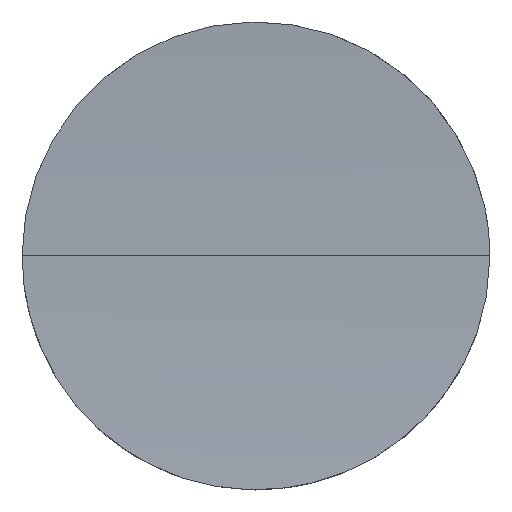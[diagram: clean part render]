
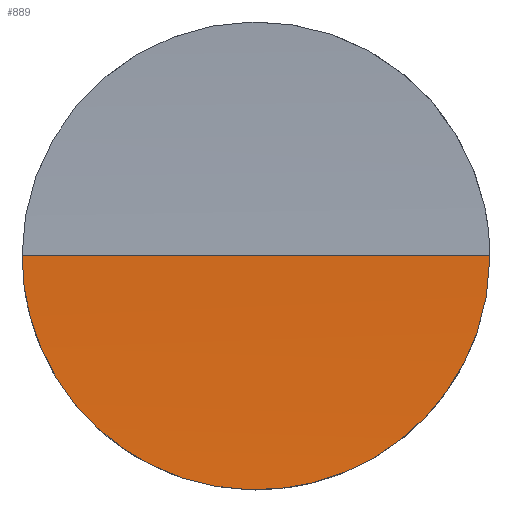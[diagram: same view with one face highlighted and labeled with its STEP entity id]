
A CAD part, top view. The second image highlights one B-rep face of the part: STEP entity #889.
In plain terms, the highlighted cylindrical face has radius 200 mm (diameter 400 mm), a partial arc.
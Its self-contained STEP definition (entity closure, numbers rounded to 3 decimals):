
#144 = VERTEX_POINT ( 'NONE', #1559 ) ;
#149 = EDGE_CURVE ( 'NONE', #157, #144, #1551, .T. ) ;
#157 = VERTEX_POINT ( 'NONE', #1556 ) ;
#889 = ADVANCED_FACE ( 'NONE', ( #3778 ), #3777, .F. ) ;
#890 = ORIENTED_EDGE ( 'NONE', *, *, #149, .F. ) ;
#907 = ORIENTED_EDGE ( 'NONE', *, *, #912, .F. ) ;
#909 = EDGE_LOOP ( 'NONE', ( #890, #907 ) ) ;
#912 = EDGE_CURVE ( 'NONE', #144, #157, #3732, .T. ) ;
#1550 = CARTESIAN_POINT ( 'NONE',  ( -12.7, 0., 2. ) ) ;
#1551 = LINE ( 'NONE', #1550, #1695 ) ;
#1556 = CARTESIAN_POINT ( 'NONE',  ( -12.7, 0., 2. ) ) ;
#1559 = CARTESIAN_POINT ( 'NONE',  ( 12.7, 0., 2. ) ) ;
#1694 = DIRECTION ( 'NONE',  ( 1., 0., 0. ) ) ;
#1695 = VECTOR ( 'NONE', #1694, 1000. ) ;
#2984 = CARTESIAN_POINT ( 'NONE',  ( -5.624, -11.417, 2.326 ) ) ;
#2985 = CARTESIAN_POINT ( 'NONE',  ( -4.469, -11.895, 2.354 ) ) ;
#3013 = CARTESIAN_POINT ( 'NONE',  ( -7.389, -10.338, 2.267 ) ) ;
#3014 = CARTESIAN_POINT ( 'NONE',  ( -8.372, -9.559, 2.228 ) ) ;
#3034 = CARTESIAN_POINT ( 'NONE',  ( -10.782, -6.723, 2.113 ) ) ;
#3035 = CARTESIAN_POINT ( 'NONE',  ( -10.086, -7.762, 2.149 ) ) ;
#3037 = CARTESIAN_POINT ( 'NONE',  ( -6.354, -11.028, 2.304 ) ) ;
#3124 = CARTESIAN_POINT ( 'NONE',  ( -8.681, -9.279, 2.215 ) ) ;
#3130 = CARTESIAN_POINT ( 'NONE',  ( -9.56, -8.401, 2.176 ) ) ;
#3182 = CARTESIAN_POINT ( 'NONE',  ( -7.724, -10.09, 2.254 ) ) ;
#3241 = CARTESIAN_POINT ( 'NONE',  ( -12.7, 0., 2. ) ) ;
#3242 = CARTESIAN_POINT ( 'NONE',  ( -12.7, -0.839, 2. ) ) ;
#3243 = CARTESIAN_POINT ( 'NONE',  ( -12.618, -1.669, 2.005 ) ) ;
#3244 = CARTESIAN_POINT ( 'NONE',  ( -12.371, -2.901, 2.021 ) ) ;
#3245 = CARTESIAN_POINT ( 'NONE',  ( -12.269, -3.308, 2.027 ) ) ;
#3249 = CARTESIAN_POINT ( 'NONE',  ( -12.027, -4.102, 2.042 ) ) ;
#3250 = CARTESIAN_POINT ( 'NONE',  ( -11.747, -4.881, 2.058 ) ) ;
#3366 = CARTESIAN_POINT ( 'NONE',  ( -11.392, -5.629, 2.079 ) ) ;
#3387 = CARTESIAN_POINT ( 'NONE',  ( -10.999, -6.362, 2.101 ) ) ;
#3722 = CARTESIAN_POINT ( 'NONE',  ( 12.376, -2.881, 2.02 ) ) ;
#3723 = CARTESIAN_POINT ( 'NONE',  ( 12.62, -1.653, 2.005 ) ) ;
#3724 = CARTESIAN_POINT ( 'NONE',  ( 12.7, -0.829, 2. ) ) ;
#3725 = CARTESIAN_POINT ( 'NONE',  ( 12.7, 0., 2. ) ) ;
#3732 = B_SPLINE_CURVE_WITH_KNOTS ( 'NONE', 3,
 ( #3725, #3724, #3723, #3722, #3804, #3803, #3802, #3801, #3800, #3799, #3798, #3797, #3796, #3795, #3794, #3793, #3792, #3791, #3790, #3789, #3788, #3787, #3786, #3785, #3784, #3783, #3782, #3781, #3780, #2985, #2984, #3037, #3013, #3182, #3014, #3124, #3130, #3035, #3034, #3387, #3366, #3250, #3249, #3245, #3244, #3243, #3242, #3241 ),
 .UNSPECIFIED., .F., .F.,
 ( 4, 2, 2, 1, 2, 2, 2, 2, 2, 2, 2, 2, 2, 2, 2, 2, 2, 2, 2, 2, 2, 1, 2, 2, 4 ),
 ( 0.04, 0.042, 0.043, 0.045, 0.046, 0.047, 0.05, 0.051, 0.052, 0.055, 0.056, 0.057, 0.06, 0.062, 0.063, 0.065, 0.067, 0.068, 0.069, 0.072, 0.073, 0.074, 0.076, 0.077, 0.079 ),
 .UNSPECIFIED. ) ;
#3733 = DIRECTION ( 'NONE',  ( 0., 0., -1. ) ) ;
#3777 = CYLINDRICAL_SURFACE ( 'NONE', #3884, 200. ) ;
#3778 = FACE_OUTER_BOUND ( 'NONE', #909, .T. ) ;
#3780 = CARTESIAN_POINT ( 'NONE',  ( -4.072, -12.037, 2.362 ) ) ;
#3781 = CARTESIAN_POINT ( 'NONE',  ( -3.275, -12.277, 2.377 ) ) ;
#3782 = CARTESIAN_POINT ( 'NONE',  ( -2.873, -12.378, 2.383 ) ) ;
#3783 = CARTESIAN_POINT ( 'NONE',  ( -1.656, -12.619, 2.398 ) ) ;
#3784 = CARTESIAN_POINT ( 'NONE',  ( -0.828, -12.701, 2.404 ) ) ;
#3785 = CARTESIAN_POINT ( 'NONE',  ( 0.848, -12.699, 2.404 ) ) ;
#3786 = CARTESIAN_POINT ( 'NONE',  ( 1.673, -12.617, 2.398 ) ) ;
#3787 = CARTESIAN_POINT ( 'NONE',  ( 2.89, -12.374, 2.383 ) ) ;
#3788 = CARTESIAN_POINT ( 'NONE',  ( 3.293, -12.273, 2.377 ) ) ;
#3789 = CARTESIAN_POINT ( 'NONE',  ( 4.091, -12.03, 2.362 ) ) ;
#3790 = CARTESIAN_POINT ( 'NONE',  ( 4.488, -11.888, 2.354 ) ) ;
#3791 = CARTESIAN_POINT ( 'NONE',  ( 5.64, -11.41, 2.325 ) ) ;
#3792 = CARTESIAN_POINT ( 'NONE',  ( 6.368, -11.019, 2.303 ) ) ;
#3793 = CARTESIAN_POINT ( 'NONE',  ( 7.404, -10.327, 2.267 ) ) ;
#3794 = CARTESIAN_POINT ( 'NONE',  ( 7.741, -10.077, 2.254 ) ) ;
#3795 = CARTESIAN_POINT ( 'NONE',  ( 8.387, -9.546, 2.228 ) ) ;
#3796 = CARTESIAN_POINT ( 'NONE',  ( 8.694, -9.267, 2.215 ) ) ;
#3797 = CARTESIAN_POINT ( 'NONE',  ( 9.572, -8.388, 2.175 ) ) ;
#3798 = CARTESIAN_POINT ( 'NONE',  ( 10.097, -7.749, 2.149 ) ) ;
#3799 = CARTESIAN_POINT ( 'NONE',  ( 10.793, -6.706, 2.112 ) ) ;
#3800 = CARTESIAN_POINT ( 'NONE',  ( 11.009, -6.346, 2.1 ) ) ;
#3801 = CARTESIAN_POINT ( 'NONE',  ( 11.4, -5.613, 2.078 ) ) ;
#3802 = CARTESIAN_POINT ( 'NONE',  ( 11.753, -4.865, 2.058 ) ) ;
#3803 = CARTESIAN_POINT ( 'NONE',  ( 12.032, -4.085, 2.041 ) ) ;
#3804 = CARTESIAN_POINT ( 'NONE',  ( 12.274, -3.289, 2.027 ) ) ;
#3859 = CARTESIAN_POINT ( 'NONE',  ( -12.7, 0., 202. ) ) ;
#3867 = DIRECTION ( 'NONE',  ( 1., 0., 0. ) ) ;
#3884 = AXIS2_PLACEMENT_3D ( 'NONE', #3859, #3867, #3733 ) ;
